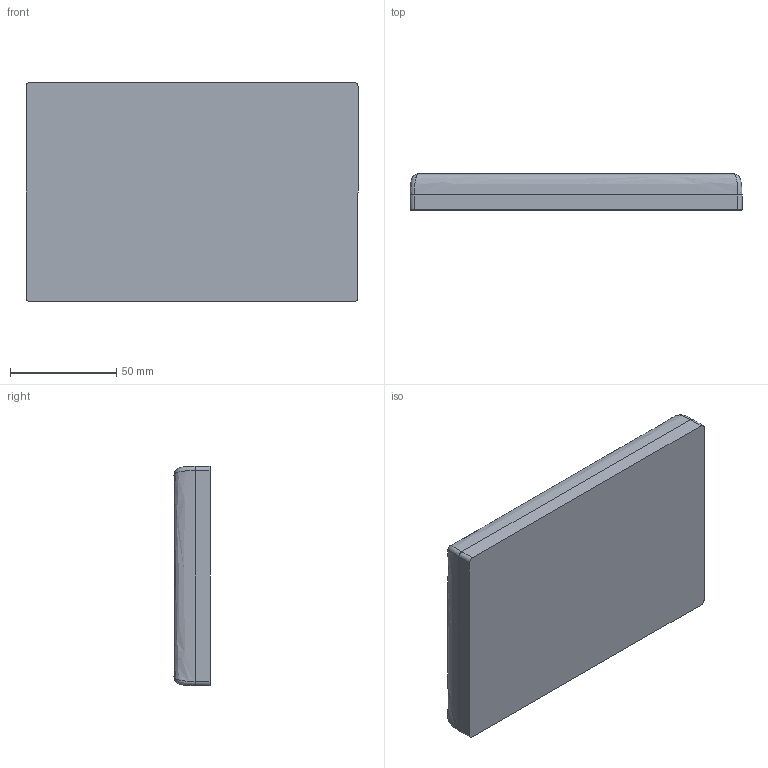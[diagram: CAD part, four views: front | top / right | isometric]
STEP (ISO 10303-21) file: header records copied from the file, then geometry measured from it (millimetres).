
FILE_DESCRIPTION (( 'STEP AP214' ), '1' );
FILE_NAME ('Part2.STEP', '2025-10-07T13:41:14', ( '' ), ( '' ), 'SwSTEP 2.0', 'SolidWorks 2025', '' );
FILE_SCHEMA (( 'AUTOMOTIVE_DESIGN' ));
Length unit declared in the file: millimetre
Products named in the file (1): Part2
Bounding box: 156.25 x 16.97 x 103.25 mm (x, y, z)
Volume: 94738.3 mm3; surface area: 49549.9 mm2
Topology: 1 solids, 1 shells, 386 faces, 960 edges, 538 vertices
Faces by surface type: cylinder 149, bspline 106, plane 106, torus 25
Entity records: 17975 total; most frequent: CARTESIAN_POINT 10048, ORIENTED_EDGE 1832, DIRECTION 1405, EDGE_CURVE 916, VERTEX_POINT 538, AXIS2_PLACEMENT_3D 513, EDGE_LOOP 394, ADVANCED_FACE 386
